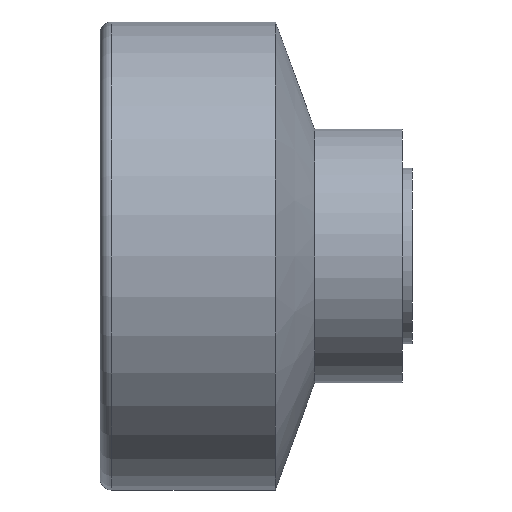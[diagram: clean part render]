
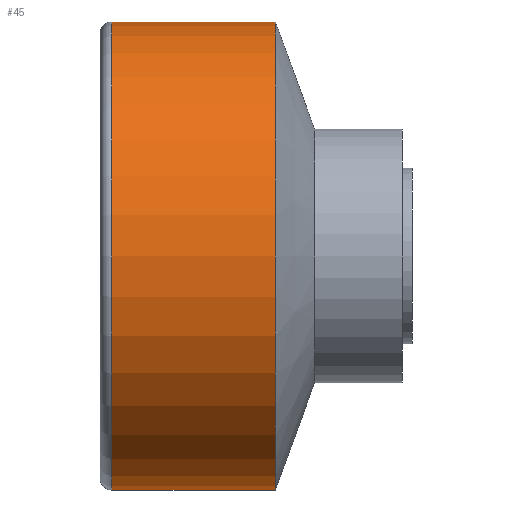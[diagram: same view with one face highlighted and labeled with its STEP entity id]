
A CAD part, front view. The second image highlights one B-rep face of the part: STEP entity #45.
In plain terms, the highlighted cylindrical face has radius 12 mm (diameter 24 mm), a full revolution.
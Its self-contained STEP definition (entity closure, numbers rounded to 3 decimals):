
#45 = ADVANCED_FACE( '', ( #96, #97 ), #98, .T. );
#96 = FACE_OUTER_BOUND( '', #155, .T. );
#97 = FACE_OUTER_BOUND( '', #156, .T. );
#98 = CYLINDRICAL_SURFACE( '', #157, 12. );
#155 = EDGE_LOOP( '', ( #216 ) );
#156 = EDGE_LOOP( '', ( #217 ) );
#157 = AXIS2_PLACEMENT_3D( '', #218, #219, #220 );
#216 = ORIENTED_EDGE( '', *, *, #278, .F. );
#217 = ORIENTED_EDGE( '', *, *, #280, .T. );
#218 = CARTESIAN_POINT( '', ( 16., 0., 0. ) );
#219 = DIRECTION( '', ( -1., 0., 0. ) );
#220 = DIRECTION( '', ( 0., 0., -1. ) );
#278 = EDGE_CURVE( '', #309, #309, #310, .T. );
#280 = EDGE_CURVE( '', #312, #312, #313, .T. );
#309 = VERTEX_POINT( '', #348 );
#310 = CIRCLE( '', #349, 12. );
#312 = VERTEX_POINT( '', #351 );
#313 = CIRCLE( '', #352, 12. );
#348 = CARTESIAN_POINT( '', ( 9., 0., -12. ) );
#349 = AXIS2_PLACEMENT_3D( '', #388, #389, #390 );
#351 = CARTESIAN_POINT( '', ( 0.6, 0., -12. ) );
#352 = AXIS2_PLACEMENT_3D( '', #391, #392, #393 );
#388 = CARTESIAN_POINT( '', ( 9., 0., 0. ) );
#389 = DIRECTION( '', ( 1., 0., 0. ) );
#390 = DIRECTION( '', ( 0., 0., -1. ) );
#391 = CARTESIAN_POINT( '', ( 0.6, 0., 0. ) );
#392 = DIRECTION( '', ( 1., 0., 0. ) );
#393 = DIRECTION( '', ( 0., 0., -1. ) );
